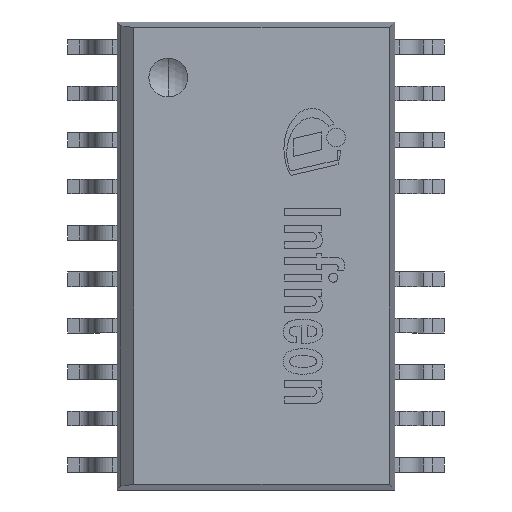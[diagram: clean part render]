
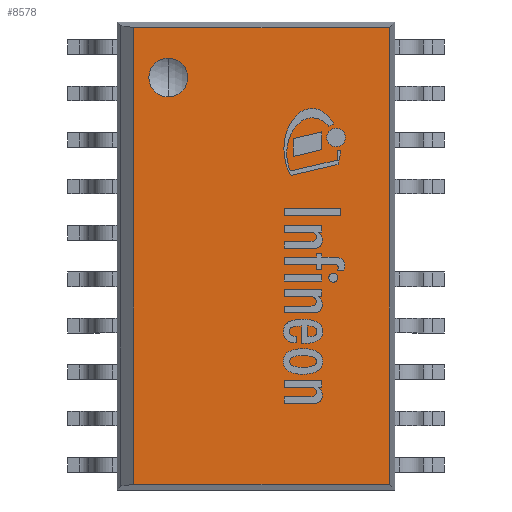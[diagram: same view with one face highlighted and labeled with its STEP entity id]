
A CAD part, top view. The second image highlights one B-rep face of the part: STEP entity #8578.
In plain terms, the highlighted planar face has unit normal (0, 0, 1).
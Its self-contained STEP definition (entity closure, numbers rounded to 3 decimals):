
#26=FACE_BOUND('',#1255,.T.);
#249=CIRCLE('',#9136,0.53);
#250=CIRCLE('',#9142,0.53);
#744=FACE_OUTER_BOUND('',#1254,.T.);
#1254=EDGE_LOOP('',(#5774,#5775,#5776,#5777));
#1255=EDGE_LOOP('',(#5778,#5779));
#1773=LINE('',#12855,#2657);
#1779=LINE('',#12865,#2663);
#1781=LINE('',#12869,#2665);
#1783=LINE('',#12872,#2667);
#2657=VECTOR('',#10139,1000.);
#2663=VECTOR('',#10147,1000.);
#2665=VECTOR('',#10151,1000.);
#2667=VECTOR('',#10155,1000.);
#3537=VERTEX_POINT('',#12838);
#3538=VERTEX_POINT('',#12840);
#3543=VERTEX_POINT('',#12853);
#3544=VERTEX_POINT('',#12854);
#3547=VERTEX_POINT('',#12863);
#3548=VERTEX_POINT('',#12867);
#4414=EDGE_CURVE('',#3537,#3538,#249,.T.);
#4420=EDGE_CURVE('',#3543,#3544,#1773,.T.);
#4426=EDGE_CURVE('',#3544,#3547,#1779,.T.);
#4428=EDGE_CURVE('',#3547,#3548,#1781,.T.);
#4430=EDGE_CURVE('',#3543,#3548,#1783,.T.);
#4431=EDGE_CURVE('',#3538,#3537,#250,.T.);
#5774=ORIENTED_EDGE('',*,*,#4430,.F.);
#5775=ORIENTED_EDGE('',*,*,#4420,.T.);
#5776=ORIENTED_EDGE('',*,*,#4426,.T.);
#5777=ORIENTED_EDGE('',*,*,#4428,.T.);
#5778=ORIENTED_EDGE('',*,*,#4431,.F.);
#5779=ORIENTED_EDGE('',*,*,#4414,.F.);
#8270=PLANE('',#9141);
#8578=ADVANCED_FACE('',(#744,#26),#8270,.T.);
#9136=AXIS2_PLACEMENT_3D('',#12841,#10128,#10129);
#9141=AXIS2_PLACEMENT_3D('',#12871,#10153,#10154);
#9142=AXIS2_PLACEMENT_3D('',#12873,#10156,#10157);
#10128=DIRECTION('center_axis',(0.,0.,1.));
#10129=DIRECTION('ref_axis',(0.,-1.,0.));
#10139=DIRECTION('',(1.,0.,0.));
#10147=DIRECTION('',(0.,1.,0.));
#10151=DIRECTION('',(-1.,0.,0.));
#10153=DIRECTION('center_axis',(0.,0.,1.));
#10154=DIRECTION('ref_axis',(0.,-1.,0.));
#10155=DIRECTION('',(0.,1.,0.));
#10156=DIRECTION('center_axis',(0.,0.,1.));
#10157=DIRECTION('ref_axis',(0.,-1.,0.));
#12838=CARTESIAN_POINT('',(-2.4,5.41,2.65));
#12840=CARTESIAN_POINT('',(-2.4,4.35,2.65));
#12841=CARTESIAN_POINT('Origin',(-2.4,4.88,2.65));
#12853=CARTESIAN_POINT('',(-3.345,-6.245,2.65));
#12854=CARTESIAN_POINT('',(3.645,-6.245,2.65));
#12855=CARTESIAN_POINT('',(-3.8,-6.245,2.65));
#12863=CARTESIAN_POINT('',(3.645,6.245,2.65));
#12865=CARTESIAN_POINT('',(3.645,-6.4,2.65));
#12867=CARTESIAN_POINT('',(-3.345,6.245,2.65));
#12869=CARTESIAN_POINT('',(3.8,6.245,2.65));
#12871=CARTESIAN_POINT('Origin',(0.,0.,
2.65));
#12872=CARTESIAN_POINT('',(-3.345,0.,2.65));
#12873=CARTESIAN_POINT('Origin',(-2.4,4.88,2.65));
